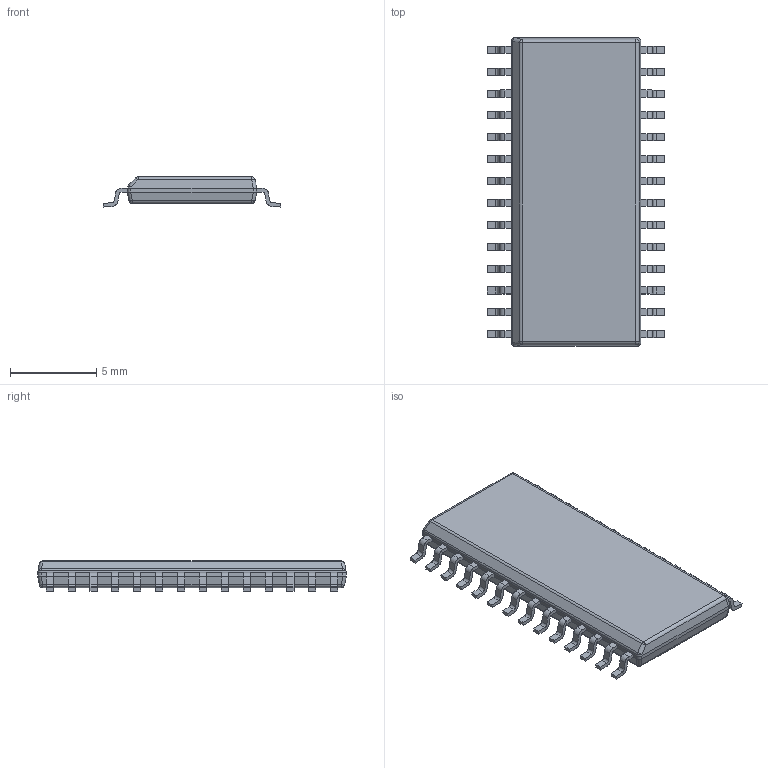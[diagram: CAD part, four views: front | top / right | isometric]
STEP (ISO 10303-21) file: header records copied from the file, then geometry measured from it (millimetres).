
FILE_DESCRIPTION( ( '' ), ' ' );
FILE_NAME( '5be1cbaa19da591886905edf.step', '2018-11-06T17:13:15', ( '' ), ( '' ), ' ', ' ', ' ' );
FILE_SCHEMA( ( 'AUTOMOTIVE_DESIGN { 1 0 10303 214 1 1 1 1 }' ) );
Length unit declared in the file: metre
Products named in the file (29): Open CASCADE STEP translator 6.8 30; Open CASCADE STEP translator 6.8 29; Open CASCADE STEP translator 6.8 28; Open CASCADE STEP translator 6.8 27; Open CASCADE STEP translator 6.8 26; Open CASCADE STEP translator 6.8 25; Open CASCADE STEP translator 6.8 24; Open CASCADE STEP translator 6.8 23; Open CASCADE STEP translator 6.8 22; Open CASCADE STEP translator 6.8 21; Open CASCADE STEP translator 6.8 20; Open CASCADE STEP translator 6.8 19; Open CASCADE STEP translator 6.8 18; Open CASCADE STEP translator 6.8 17; Open CASCADE STEP translator 6.8 16; Open CASCADE STEP translator 6.8 15; Open CASCADE STEP translator 6.8 14; Open CASCADE STEP translator 6.8 13; Open CASCADE STEP translator 6.8 12; Open CASCADE STEP translator 6.8 11; Open CASCADE STEP translator 6.8 10; Open CASCADE STEP translator 6.8 9; Open CASCADE STEP translator 6.8 8; Open CASCADE STEP translator 6.8 7; Open CASCADE STEP translator 6.8 6; Open CASCADE STEP translator 6.8 5; Open CASCADE STEP translator 6.8 4; Open CASCADE STEP translator 6.8 3; Open CASCADE STEP translator 6.8 2
Bounding box: 10.33 x 17.9 x 1.75 mm (x, y, z)
Volume: 206.6 mm3; surface area: 400.4 mm2
Topology: 29 solids, 29 shells, 448 faces, 1124 edges, 734 vertices
Faces by surface type: plane 303, cylinder 135, sphere 10
Entity records: 22902 total; most frequent: CARTESIAN_POINT 2507, DIRECTION 2300, ORIENTED_EDGE 2248, STYLED_ITEM 1572, PRESENTATION_STYLE_ASSIGNMENT 1572, COLOUR_RGB 1572, EDGE_CURVE 1124, CURVE_STYLE 1124
